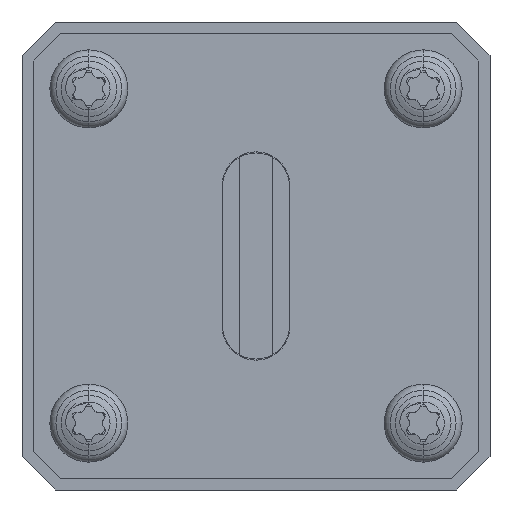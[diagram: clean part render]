
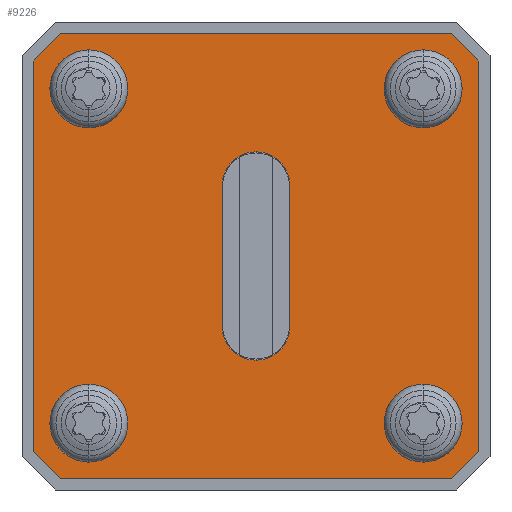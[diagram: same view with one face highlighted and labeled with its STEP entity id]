
A CAD part, front view. The second image highlights one B-rep face of the part: STEP entity #9226.
In plain terms, the highlighted face is planar.
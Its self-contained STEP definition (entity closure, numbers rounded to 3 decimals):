
#8692=CARTESIAN_POINT('',(-15.,15.,3.));
#8693=DIRECTION('',(0.,0.,1.));
#8694=DIRECTION('',(1.,0.,0.));
#8695=AXIS2_PLACEMENT_3D('',#8692,#8693,#8694);
#8700=CARTESIAN_POINT('',(-15.,15.,3.));
#8701=DIRECTION('',(0.,0.,1.));
#8702=DIRECTION('',(-1.,0.,0.));
#8703=AXIS2_PLACEMENT_3D('',#8700,#8701,#8702);
#8708=CARTESIAN_POINT('',(-15.,-15.,3.));
#8709=DIRECTION('',(0.,0.,1.));
#8710=DIRECTION('',(1.,0.,0.));
#8711=AXIS2_PLACEMENT_3D('',#8708,#8709,#8710);
#8716=CARTESIAN_POINT('',(-15.,-15.,3.));
#8717=DIRECTION('',(0.,0.,1.));
#8718=DIRECTION('',(-1.,0.,0.));
#8719=AXIS2_PLACEMENT_3D('',#8716,#8717,#8718);
#8724=CARTESIAN_POINT('',(15.,-15.,3.));
#8725=DIRECTION('',(0.,0.,1.));
#8726=DIRECTION('',(1.,0.,0.));
#8727=AXIS2_PLACEMENT_3D('',#8724,#8725,#8726);
#8732=CARTESIAN_POINT('',(15.,-15.,3.));
#8733=DIRECTION('',(0.,0.,1.));
#8734=DIRECTION('',(-1.,0.,0.));
#8735=AXIS2_PLACEMENT_3D('',#8732,#8733,#8734);
#8740=CARTESIAN_POINT('',(15.,15.,3.));
#8741=DIRECTION('',(0.,0.,1.));
#8742=DIRECTION('',(1.,0.,0.));
#8743=AXIS2_PLACEMENT_3D('',#8740,#8741,#8742);
#8748=CARTESIAN_POINT('',(15.,15.,3.));
#8749=DIRECTION('',(0.,0.,1.));
#8750=DIRECTION('',(-1.,0.,0.));
#8751=AXIS2_PLACEMENT_3D('',#8748,#8749,#8750);
#8756=DIRECTION('',(0.,-1.,0.));
#8757=VECTOR('',#8756,12.6);
#8758=CARTESIAN_POINT('',(3.05,6.3,3.));
#8759=LINE('',#8758,#8757);
#8763=DIRECTION('',(0.,1.,0.));
#8764=VECTOR('',#8763,12.6);
#8765=CARTESIAN_POINT('',(-3.05,-6.3,3.));
#8766=LINE('',#8765,#8764);
#8770=DIRECTION('',(0.707,-0.707,0.));
#8771=VECTOR('',#8770,3.536);
#8772=CARTESIAN_POINT('',(-20.,-17.5,3.));
#8773=LINE('',#8772,#8771);
#8777=DIRECTION('',(0.,-1.,0.));
#8778=VECTOR('',#8777,35.);
#8779=CARTESIAN_POINT('',(-20.,17.5,3.));
#8780=LINE('',#8779,#8778);
#8784=DIRECTION('',(-0.707,-0.707,0.));
#8785=VECTOR('',#8784,3.536);
#8786=CARTESIAN_POINT('',(-17.5,20.,3.));
#8787=LINE('',#8786,#8785);
#8791=DIRECTION('',(-1.,0.,0.));
#8792=VECTOR('',#8791,35.);
#8793=CARTESIAN_POINT('',(17.5,20.,3.));
#8794=LINE('',#8793,#8792);
#8798=DIRECTION('',(-0.707,0.707,0.));
#8799=VECTOR('',#8798,3.536);
#8800=CARTESIAN_POINT('',(20.,17.5,3.));
#8801=LINE('',#8800,#8799);
#8805=DIRECTION('',(0.,1.,0.));
#8806=VECTOR('',#8805,35.);
#8807=CARTESIAN_POINT('',(20.,-17.5,3.));
#8808=LINE('',#8807,#8806);
#8812=DIRECTION('',(0.707,0.707,0.));
#8813=VECTOR('',#8812,3.536);
#8814=CARTESIAN_POINT('',(17.5,-20.,3.));
#8815=LINE('',#8814,#8813);
#8819=DIRECTION('',(1.,0.,0.));
#8820=VECTOR('',#8819,35.);
#8821=CARTESIAN_POINT('',(-17.5,-20.,3.));
#8822=LINE('',#8821,#8820);
#8890=CARTESIAN_POINT('',(0.,6.3,3.));
#8891=DIRECTION('',(0.,0.,-1.));
#8892=DIRECTION('',(-1.,0.,0.));
#8893=AXIS2_PLACEMENT_3D('',#8890,#8891,#8892);
#8912=CARTESIAN_POINT('',(0.,-6.3,3.));
#8913=DIRECTION('',(0.,0.,-1.));
#8914=DIRECTION('',(1.,0.,0.));
#8915=AXIS2_PLACEMENT_3D('',#8912,#8913,#8914);
#8988=CARTESIAN_POINT('',(-12.5,15.,3.));
#8989=CARTESIAN_POINT('',(-17.5,15.,3.));
#8990=VERTEX_POINT('',#8988);
#8991=VERTEX_POINT('',#8989);
#9000=CARTESIAN_POINT('',(3.05,6.3,3.));
#9001=CARTESIAN_POINT('',(3.05,-6.3,3.));
#9002=VERTEX_POINT('',#9000);
#9003=VERTEX_POINT('',#9001);
#9004=CARTESIAN_POINT('',(-3.05,-6.3,3.));
#9005=CARTESIAN_POINT('',(-3.05,6.3,3.));
#9006=VERTEX_POINT('',#9004);
#9007=VERTEX_POINT('',#9005);
#9020=CARTESIAN_POINT('',(-12.5,-15.,3.));
#9021=CARTESIAN_POINT('',(-17.5,-15.,3.));
#9022=VERTEX_POINT('',#9020);
#9023=VERTEX_POINT('',#9021);
#9024=CARTESIAN_POINT('',(17.5,-15.,3.));
#9025=CARTESIAN_POINT('',(12.5,-15.,3.));
#9026=VERTEX_POINT('',#9024);
#9027=VERTEX_POINT('',#9025);
#9028=CARTESIAN_POINT('',(17.5,15.,3.));
#9029=CARTESIAN_POINT('',(12.5,15.,3.));
#9030=VERTEX_POINT('',#9028);
#9031=VERTEX_POINT('',#9029);
#9036=CARTESIAN_POINT('',(-20.,-17.5,3.));
#9037=VERTEX_POINT('',#9036);
#9038=CARTESIAN_POINT('',(-17.5,-20.,3.));
#9039=VERTEX_POINT('',#9038);
#9044=CARTESIAN_POINT('',(17.5,-20.,3.));
#9045=VERTEX_POINT('',#9044);
#9046=CARTESIAN_POINT('',(20.,-17.5,3.));
#9047=VERTEX_POINT('',#9046);
#9052=CARTESIAN_POINT('',(20.,17.5,3.));
#9053=VERTEX_POINT('',#9052);
#9054=CARTESIAN_POINT('',(17.5,20.,3.));
#9055=VERTEX_POINT('',#9054);
#9060=CARTESIAN_POINT('',(-17.5,20.,3.));
#9061=VERTEX_POINT('',#9060);
#9062=CARTESIAN_POINT('',(-20.,17.5,3.));
#9063=VERTEX_POINT('',#9062);
#9171=CARTESIAN_POINT('',(0.,0.,3.));
#9172=DIRECTION('',(0.,0.,1.));
#9173=DIRECTION('',(1.,0.,0.));
#9174=AXIS2_PLACEMENT_3D('',#9171,#9172,#9173);
#9175=PLANE('',#9174);
#9177=ORIENTED_EDGE('',*,*,#9176,.F.);
#9179=ORIENTED_EDGE('',*,*,#9178,.F.);
#9181=ORIENTED_EDGE('',*,*,#9180,.F.);
#9183=ORIENTED_EDGE('',*,*,#9182,.F.);
#9185=ORIENTED_EDGE('',*,*,#9184,.F.);
#9187=ORIENTED_EDGE('',*,*,#9186,.F.);
#9189=ORIENTED_EDGE('',*,*,#9188,.F.);
#9191=ORIENTED_EDGE('',*,*,#9190,.F.);
#9192=EDGE_LOOP('',(#9177,#9179,#9181,#9183,#9185,#9187,#9189,#9191));
#9193=FACE_OUTER_BOUND('',#9192,.F.);
#9195=ORIENTED_EDGE('',*,*,#9194,.T.);
#9197=ORIENTED_EDGE('',*,*,#9196,.T.);
#9198=EDGE_LOOP('',(#9195,#9197));
#9199=FACE_BOUND('',#9198,.F.);
#9201=ORIENTED_EDGE('',*,*,#9200,.T.);
#9203=ORIENTED_EDGE('',*,*,#9202,.T.);
#9204=EDGE_LOOP('',(#9201,#9203));
#9205=FACE_BOUND('',#9204,.F.);
#9207=ORIENTED_EDGE('',*,*,#9206,.T.);
#9209=ORIENTED_EDGE('',*,*,#9208,.T.);
#9210=EDGE_LOOP('',(#9207,#9209));
#9211=FACE_BOUND('',#9210,.F.);
#9213=ORIENTED_EDGE('',*,*,#9212,.F.);
#9215=ORIENTED_EDGE('',*,*,#9214,.F.);
#9217=ORIENTED_EDGE('',*,*,#9216,.F.);
#9219=ORIENTED_EDGE('',*,*,#9218,.F.);
#9220=EDGE_LOOP('',(#9213,#9215,#9217,#9219));
#9221=FACE_BOUND('',#9220,.F.);
#9222=ORIENTED_EDGE('',*,*,#9137,.T.);
#9223=ORIENTED_EDGE('',*,*,#9158,.T.);
#9224=EDGE_LOOP('',(#9222,#9223));
#9225=FACE_BOUND('',#9224,.F.);
#8696=CIRCLE('',#8695,2.5);
#8704=CIRCLE('',#8703,2.5);
#8712=CIRCLE('',#8711,2.5);
#8720=CIRCLE('',#8719,2.5);
#8728=CIRCLE('',#8727,2.5);
#8736=CIRCLE('',#8735,2.5);
#8744=CIRCLE('',#8743,2.5);
#8752=CIRCLE('',#8751,2.5);
#8894=CIRCLE('',#8893,3.05);
#8916=CIRCLE('',#8915,3.05);
#9137=EDGE_CURVE('',#8990,#8991,#8696,.T.);
#9158=EDGE_CURVE('',#8991,#8990,#8704,.T.);
#9176=EDGE_CURVE('',#9037,#9039,#8773,.T.);
#9178=EDGE_CURVE('',#9063,#9037,#8780,.T.);
#9180=EDGE_CURVE('',#9061,#9063,#8787,.T.);
#9182=EDGE_CURVE('',#9055,#9061,#8794,.T.);
#9184=EDGE_CURVE('',#9053,#9055,#8801,.T.);
#9186=EDGE_CURVE('',#9047,#9053,#8808,.T.);
#9188=EDGE_CURVE('',#9045,#9047,#8815,.T.);
#9190=EDGE_CURVE('',#9039,#9045,#8822,.T.);
#9194=EDGE_CURVE('',#9022,#9023,#8712,.T.);
#9196=EDGE_CURVE('',#9023,#9022,#8720,.T.);
#9200=EDGE_CURVE('',#9026,#9027,#8728,.T.);
#9202=EDGE_CURVE('',#9027,#9026,#8736,.T.);
#9206=EDGE_CURVE('',#9030,#9031,#8744,.T.);
#9208=EDGE_CURVE('',#9031,#9030,#8752,.T.);
#9212=EDGE_CURVE('',#9002,#9003,#8759,.T.);
#9214=EDGE_CURVE('',#9007,#9002,#8894,.T.);
#9216=EDGE_CURVE('',#9006,#9007,#8766,.T.);
#9218=EDGE_CURVE('',#9003,#9006,#8916,.T.);
#9226=ADVANCED_FACE('',(#9193,#9199,#9205,#9211,#9221,#9225),#9175,.T.);
